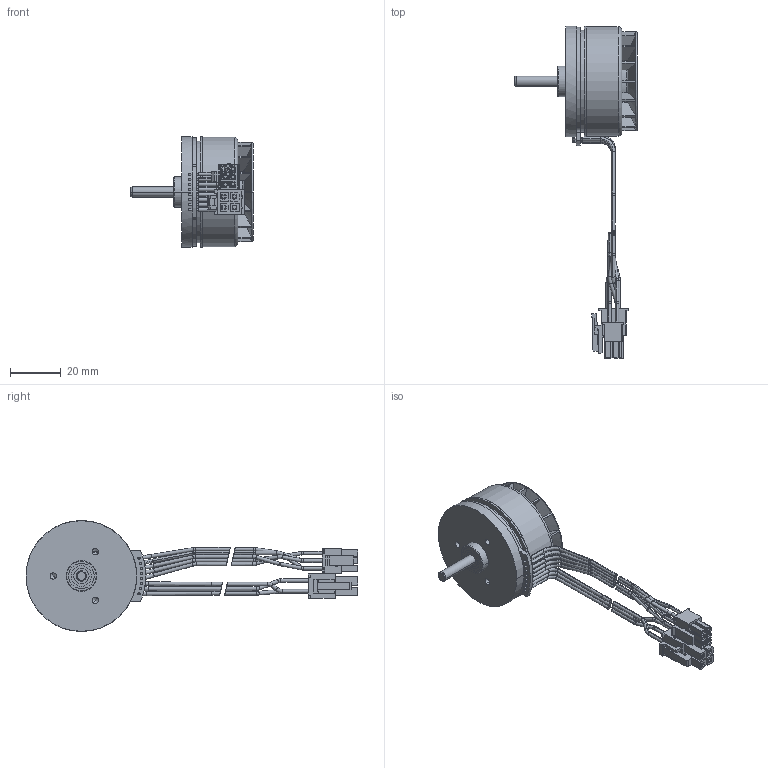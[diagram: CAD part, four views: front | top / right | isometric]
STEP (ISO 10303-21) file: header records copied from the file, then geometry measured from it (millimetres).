
FILE_DESCRIPTION((''),'2;1');
FILE_NAME('4591055','2020-04-20T',('MMAGVISI'),(''),'CREO PARAMETRIC BY PTC INC, 2017300','CREO PARAMETRIC BY PTC INC, 2017300','');
FILE_SCHEMA(('CONFIG_CONTROL_DESIGN'));
Length unit declared in the file: millimetre
Products named in the file (1): 4591055
Bounding box: 48 x 130.42 x 43.5 mm (x, y, z)
Volume: 35941.3 mm3; surface area: 16512.8 mm2
Topology: 12 solids, 12 shells, 837 faces, 2179 edges, 1377 vertices
Faces by surface type: plane 456, cylinder 255, torus 94, cone 28, revolution 4
Entity records: 26592 total; most frequent: CARTESIAN_POINT 5545, DIRECTION 4423, ORIENTED_EDGE 4346, EDGE_CURVE 2173, AXIS2_PLACEMENT_3D 1505, VECTOR 1409, LINE 1409, VERTEX_POINT 1377
